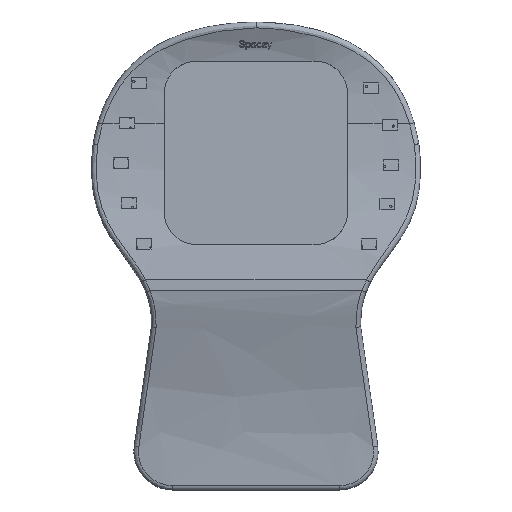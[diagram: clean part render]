
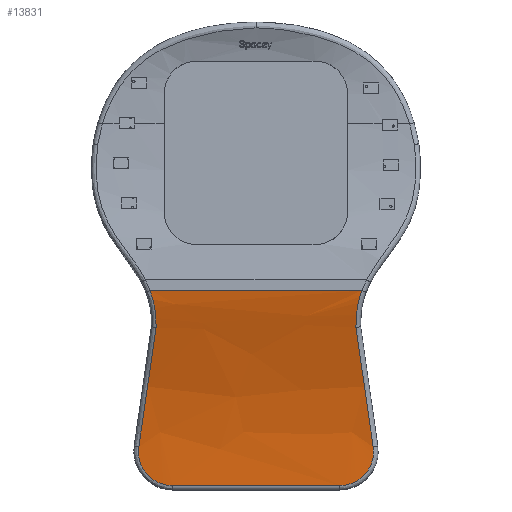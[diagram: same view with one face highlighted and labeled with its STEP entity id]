
A CAD part, top view. The second image highlights one B-rep face of the part: STEP entity #13831.
In plain terms, the highlighted free-form (B-spline) face has degree [3, 1] with [4, 2] control points.
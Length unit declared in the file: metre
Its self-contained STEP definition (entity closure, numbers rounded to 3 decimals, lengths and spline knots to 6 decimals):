
#20=B_SPLINE_SURFACE_WITH_KNOTS('',3,1,((#23161,#23162),(#23163,#23164),
(#23165,#23166),(#23167,#23168)),.SURF_OF_LINEAR_EXTRUSION.,.F.,.F.,.F.,
(4,4),(2,2),(0.026721,0.976263),(0.,1.),
 .PIECEWISE_BEZIER_KNOTS.);
#1649=LINE('',#22965,#3000);
#1656=LINE('',#23200,#3007);
#3000=VECTOR('',#17326,1.);
#3007=VECTOR('',#17345,1.);
#5951=ORIENTED_EDGE('',*,*,#8867,.T.);
#5952=ORIENTED_EDGE('',*,*,#8894,.T.);
#5953=ORIENTED_EDGE('',*,*,#8895,.T.);
#5954=ORIENTED_EDGE('',*,*,#8896,.T.);
#5955=ORIENTED_EDGE('',*,*,#8897,.T.);
#5956=ORIENTED_EDGE('',*,*,#8898,.T.);
#5957=ORIENTED_EDGE('',*,*,#8899,.T.);
#5958=ORIENTED_EDGE('',*,*,#8900,.T.);
#5959=ORIENTED_EDGE('',*,*,#8901,.T.);
#5960=ORIENTED_EDGE('',*,*,#8902,.T.);
#8867=EDGE_CURVE('',#10545,#10544,#1649,.F.);
#8894=EDGE_CURVE('',#10544,#10565,#11100,.T.);
#8895=EDGE_CURVE('',#10565,#10566,#11101,.T.);
#8896=EDGE_CURVE('',#10566,#10567,#11102,.T.);
#8897=EDGE_CURVE('',#10567,#10568,#11103,.T.);
#8898=EDGE_CURVE('',#10568,#10569,#1656,.T.);
#8899=EDGE_CURVE('',#10569,#10570,#11104,.T.);
#8900=EDGE_CURVE('',#10570,#10571,#11105,.T.);
#8901=EDGE_CURVE('',#10571,#10572,#11106,.T.);
#8902=EDGE_CURVE('',#10572,#10545,#11107,.T.);
#10544=VERTEX_POINT('',#22964);
#10545=VERTEX_POINT('',#22966);
#10565=VERTEX_POINT('',#23173);
#10566=VERTEX_POINT('',#23180);
#10567=VERTEX_POINT('',#23187);
#10568=VERTEX_POINT('',#23199);
#10569=VERTEX_POINT('',#23201);
#10570=VERTEX_POINT('',#23213);
#10571=VERTEX_POINT('',#23220);
#10572=VERTEX_POINT('',#23227);
#11100=B_SPLINE_CURVE_WITH_KNOTS('',3,(#23169,#23170,#23171,#23172),
 .UNSPECIFIED.,.F.,.F.,(4,4),(0.,0.000054),.UNSPECIFIED.);
#11101=B_SPLINE_CURVE_WITH_KNOTS('',3,(#23174,#23175,#23176,#23177,#23178,
#23179),.UNSPECIFIED.,.F.,.F.,(4,1,1,4),(0.00001,0.004232,
0.008454,0.016899),.UNSPECIFIED.);
#11102=B_SPLINE_CURVE_WITH_KNOTS('',3,(#23181,#23182,#23183,#23184,#23185,
#23186),.UNSPECIFIED.,.F.,.F.,(4,1,1,4),(0.,0.013525,0.027051,
0.054102),.UNSPECIFIED.);
#11103=B_SPLINE_CURVE_WITH_KNOTS('',3,(#23188,#23189,#23190,#23191,#23192,
#23193,#23194,#23195,#23196,#23197,#23198),.UNSPECIFIED.,.F.,.F.,(4,1,1,
1,1,1,1,1,4),(0.,0.003138,0.006276,0.009414,
0.012551,0.015689,0.018827,0.021965,
0.025103),.UNSPECIFIED.);
#11104=B_SPLINE_CURVE_WITH_KNOTS('',3,(#23202,#23203,#23204,#23205,#23206,
#23207,#23208,#23209,#23210,#23211,#23212),.UNSPECIFIED.,.F.,.F.,(4,1,1,
1,1,1,1,1,4),(0.,0.003139,0.006279,0.009418,
0.012557,0.015697,0.018836,0.021975,
0.025114),.UNSPECIFIED.);
#11105=B_SPLINE_CURVE_WITH_KNOTS('',3,(#23214,#23215,#23216,#23217,#23218,
#23219),.UNSPECIFIED.,.F.,.F.,(4,1,1,4),(0.,0.026991,0.040486,
0.053981),.UNSPECIFIED.);
#11106=B_SPLINE_CURVE_WITH_KNOTS('',3,(#23221,#23222,#23223,#23224,#23225,
#23226),.UNSPECIFIED.,.F.,.F.,(4,1,1,4),(0.,0.008452,0.012678,
0.016904),.UNSPECIFIED.);
#11107=B_SPLINE_CURVE_WITH_KNOTS('',3,(#23228,#23229,#23230,#23231),
 .UNSPECIFIED.,.F.,.F.,(4,4),(0.,0.000054),.UNSPECIFIED.);
#11785=EDGE_LOOP('',(#5951,#5952,#5953,#5954,#5955,#5956,#5957,#5958,#5959,
#5960));
#12683=FACE_BOUND('',#11785,.T.);
#13831=ADVANCED_FACE('',(#12683),#20,.T.);
#17326=DIRECTION('',(1.,0.,0.));
#17345=DIRECTION('',(1.,0.,0.));
#22964=CARTESIAN_POINT('',(-0.046048,-0.016707,0.02));
#22965=CARTESIAN_POINT('',(-0.073,-0.016707,0.02));
#22966=CARTESIAN_POINT('',(0.046048,-0.016707,0.02));
#23161=CARTESIAN_POINT('',(-0.051952,-0.016707,0.02));
#23162=CARTESIAN_POINT('',(0.051932,-0.016707,0.02));
#23163=CARTESIAN_POINT('',(-0.051952,-0.028264,0.019152));
#23164=CARTESIAN_POINT('',(0.051932,-0.028264,0.019152));
#23165=CARTESIAN_POINT('',(-0.051952,-0.057099,0.003662));
#23166=CARTESIAN_POINT('',(0.051932,-0.057099,0.003662));
#23167=CARTESIAN_POINT('',(-0.051952,-0.101671,0.003123));
#23168=CARTESIAN_POINT('',(0.051932,-0.101671,0.003123));
#23169=CARTESIAN_POINT('',(-0.046048,-0.016707,0.02));
#23170=CARTESIAN_POINT('',(-0.046066,-0.016707,0.02));
#23171=CARTESIAN_POINT('',(-0.046084,-0.016709,0.02));
#23172=CARTESIAN_POINT('',(-0.046101,-0.016716,0.019999));
#23173=CARTESIAN_POINT('',(-0.046101,-0.016716,0.019999));
#23174=CARTESIAN_POINT('',(-0.046101,-0.016716,0.019999));
#23175=CARTESIAN_POINT('',(-0.045653,-0.018062,0.0199));
#23176=CARTESIAN_POINT('',(-0.044832,-0.020705,0.019386));
#23177=CARTESIAN_POINT('',(-0.043715,-0.026062,0.017916));
#23178=CARTESIAN_POINT('',(-0.043494,-0.030084,0.01661));
#23179=CARTESIAN_POINT('',(-0.043553,-0.032777,0.015748));
#23180=CARTESIAN_POINT('',(-0.043553,-0.032777,0.015748));
#23181=CARTESIAN_POINT('',(-0.043553,-0.032777,0.015748));
#23182=CARTESIAN_POINT('',(-0.044163,-0.037032,0.014386));
#23183=CARTESIAN_POINT('',(-0.04539,-0.045552,0.011694));
#23184=CARTESIAN_POINT('',(-0.047885,-0.062826,0.007138));
#23185=CARTESIAN_POINT('',(-0.049795,-0.076029,0.004913));
#23186=CARTESIAN_POINT('',(-0.051082,-0.084918,0.004043));
#23187=CARTESIAN_POINT('',(-0.051082,-0.084918,0.004043));
#23188=CARTESIAN_POINT('',(-0.051082,-0.084918,0.004043));
#23189=CARTESIAN_POINT('',(-0.051233,-0.085966,0.00394));
#23190=CARTESIAN_POINT('',(-0.051307,-0.088048,0.003753));
#23191=CARTESIAN_POINT('',(-0.050734,-0.091188,0.003522));
#23192=CARTESIAN_POINT('',(-0.049512,-0.094095,0.003354));
#23193=CARTESIAN_POINT('',(-0.047678,-0.096705,0.003241));
#23194=CARTESIAN_POINT('',(-0.04533,-0.098855,0.003174));
#23195=CARTESIAN_POINT('',(-0.042603,-0.100453,0.00314));
#23196=CARTESIAN_POINT('',(-0.039559,-0.10145,0.003125));
#23197=CARTESIAN_POINT('',(-0.037474,-0.101671,0.003123));
#23198=CARTESIAN_POINT('',(-0.03641,-0.101671,0.003123));
#23199=CARTESIAN_POINT('',(-0.03641,-0.101671,0.003123));
#23200=CARTESIAN_POINT('',(-0.03641,-0.101671,0.003123));
#23201=CARTESIAN_POINT('',(0.03641,-0.101671,0.003123));
#23202=CARTESIAN_POINT('',(0.03641,-0.101671,0.003123));
#23203=CARTESIAN_POINT('',(0.037474,-0.101671,0.003123));
#23204=CARTESIAN_POINT('',(0.039554,-0.10145,0.003125));
#23205=CARTESIAN_POINT('',(0.042595,-0.100456,0.00314));
#23206=CARTESIAN_POINT('',(0.045321,-0.098862,0.003174));
#23207=CARTESIAN_POINT('',(0.047675,-0.096708,0.003241));
#23208=CARTESIAN_POINT('',(0.049506,-0.094105,0.003354));
#23209=CARTESIAN_POINT('',(0.050732,-0.091197,0.003521));
#23210=CARTESIAN_POINT('',(0.051307,-0.088053,0.003752));
#23211=CARTESIAN_POINT('',(0.051233,-0.085966,0.00394));
#23212=CARTESIAN_POINT('',(0.051082,-0.084918,0.004043));
#23213=CARTESIAN_POINT('',(0.051082,-0.084918,0.004043));
#23214=CARTESIAN_POINT('',(0.051082,-0.084918,0.004043));
#23215=CARTESIAN_POINT('',(0.049794,-0.076023,0.004914));
#23216=CARTESIAN_POINT('',(0.047888,-0.06285,0.007133));
#23217=CARTESIAN_POINT('',(0.045392,-0.045563,0.011691));
#23218=CARTESIAN_POINT('',(0.044163,-0.037035,0.014385));
#23219=CARTESIAN_POINT('',(0.043553,-0.032777,0.015748));
#23220=CARTESIAN_POINT('',(0.043553,-0.032777,0.015748));
#23221=CARTESIAN_POINT('',(0.043553,-0.032777,0.015748));
#23222=CARTESIAN_POINT('',(0.043494,-0.030084,0.01661));
#23223=CARTESIAN_POINT('',(0.043715,-0.026062,0.017916));
#23224=CARTESIAN_POINT('',(0.044832,-0.020705,0.019386));
#23225=CARTESIAN_POINT('',(0.045653,-0.018062,0.0199));
#23226=CARTESIAN_POINT('',(0.046101,-0.016716,0.019999));
#23227=CARTESIAN_POINT('',(0.046101,-0.016716,0.019999));
#23228=CARTESIAN_POINT('',(0.046101,-0.016716,0.019999));
#23229=CARTESIAN_POINT('',(0.046084,-0.016709,0.02));
#23230=CARTESIAN_POINT('',(0.046066,-0.016707,0.02));
#23231=CARTESIAN_POINT('',(0.046048,-0.016707,0.02));
